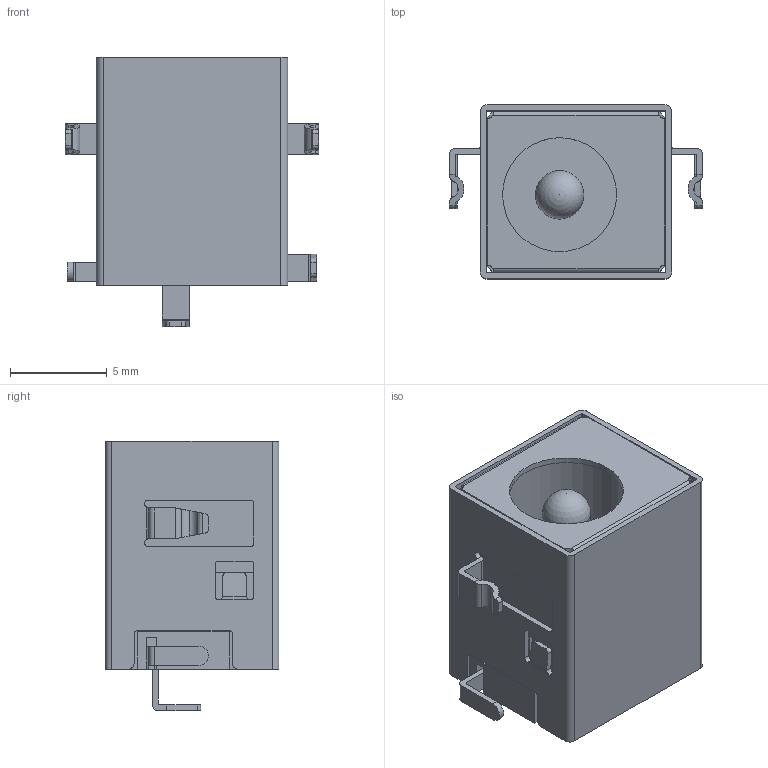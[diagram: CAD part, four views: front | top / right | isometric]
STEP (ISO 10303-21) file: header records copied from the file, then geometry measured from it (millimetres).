
FILE_DESCRIPTION (( 'STEP AP214' ), '1' );
FILE_NAME ('CUI_DEVICES_PJ-069B-SMT-TR.step', '2019-10-20T23:32:13', ( '' ), ( '' ), 'SwSTEP 2.0', 'SolidWorks 2019', '' );
FILE_SCHEMA (( 'AUTOMOTIVE_DESIGN' ));
Length unit declared in the file: inch
Products named in the file (1): CUI_DEVICES_PJ-069B-SMT-TR
Bounding box: 13.1 x 9 x 13.95 mm (x, y, z)
Volume: 739.3 mm3; surface area: 1951.5 mm2
Topology: 6 solids, 6 shells, 313 faces, 881 edges, 583 vertices
Faces by surface type: plane 192, cylinder 118, cone 2, sphere 1
Entity records: 14270 total; most frequent: CARTESIAN_POINT 1999, ORIENTED_EDGE 1758, DIRECTION 1643, EDGE_CURVE 879, VECTOR 631, LINE 631, VERTEX_POINT 582, AXIS2_PLACEMENT_3D 506
